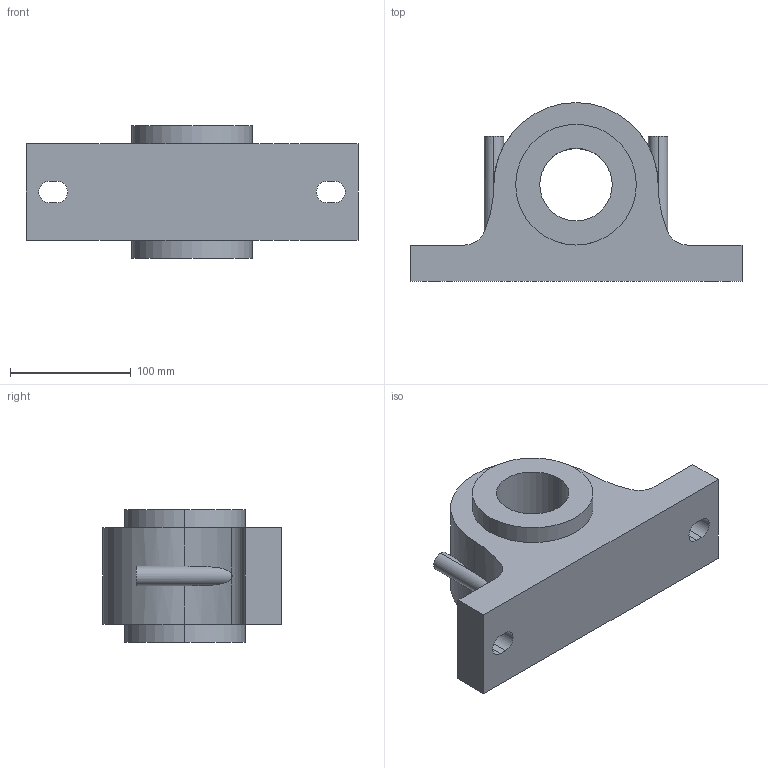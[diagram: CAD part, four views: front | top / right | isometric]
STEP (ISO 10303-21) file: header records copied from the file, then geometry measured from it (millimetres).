
FILE_DESCRIPTION (( 'STEP AP203' ), '1' );
FILE_NAME ('Bearing_house_SKF_SNA_513-611_Default_sldprt.STEP', '2018-06-15T18:10:32', ( '' ), ( '' ), 'SwSTEP 2.0', 'SolidWorks 2017', '' );
FILE_SCHEMA (( 'CONFIG_CONTROL_DESIGN' ));
Length unit declared in the file: millimetre
Products named in the file (1): Bearing_house_SKF_SNA_513-611_Default_sldprt
Bounding box: 275 x 148 x 110 mm (x, y, z)
Volume: 1743146.8 mm3; surface area: 136264.7 mm2
Topology: 1 solids, 1 shells, 36 faces, 92 edges, 60 vertices
Faces by surface type: cylinder 21, plane 15
Entity records: 1439 total; most frequent: CARTESIAN_POINT 457, DIRECTION 192, ORIENTED_EDGE 184, EDGE_CURVE 92, AXIS2_PLACEMENT_3D 71, VERTEX_POINT 60, VECTOR 50, LINE 50
